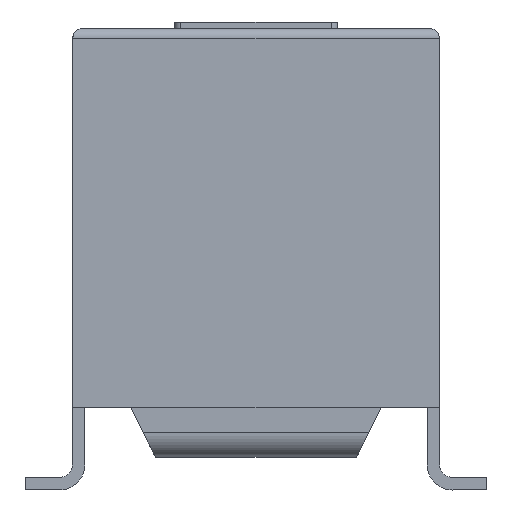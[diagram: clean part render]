
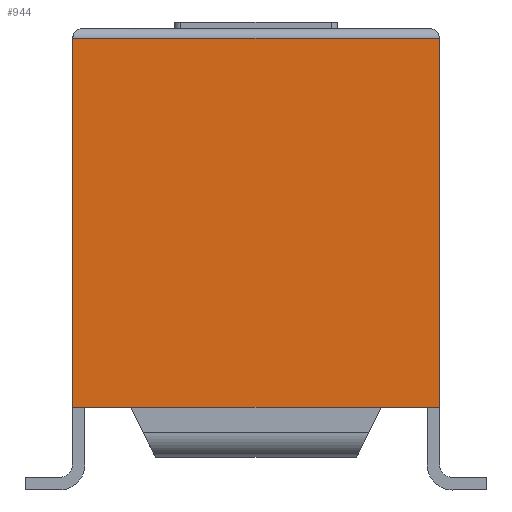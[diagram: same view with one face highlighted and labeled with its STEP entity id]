
A CAD part, front view. The second image highlights one B-rep face of the part: STEP entity #944.
In plain terms, the highlighted planar face has unit normal (0, -1, 0).
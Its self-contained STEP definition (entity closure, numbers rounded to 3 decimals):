
#12=DIRECTION('',(0.,0.,1.));
#188=CARTESIAN_POINT('',(-3.65,-7.4,1.65));
#197=VECTOR('',#198,1.);
#198=DIRECTION('',(-1.,0.,0.));
#279=VERTEX_POINT('',#188);
#280=ORIENTED_EDGE('',*,*,#281,.F.);
#281=EDGE_CURVE('',#282,#279,#284,.T.);
#282=VERTEX_POINT('',#283);
#283=CARTESIAN_POINT('',(3.65,-7.4,1.65));
#284=LINE('',#283,#197);
#291=DIRECTION('',(0.,-1.,0.));
#409=VECTOR('',#12,1.);
#433=VERTEX_POINT('',#434);
#434=CARTESIAN_POINT('',(3.65,-7.4,9.01));
#437=EDGE_CURVE('',#282,#433,#438,.T.);
#438=LINE('',#283,#409);
#944=ADVANCED_FACE('',(#945),#956,.T.);
#945=FACE_BOUND('',#946,.T.);
#946=EDGE_LOOP('',(#947,#948,#953,#280));
#947=ORIENTED_EDGE('',*,*,#437,.T.);
#948=ORIENTED_EDGE('',*,*,#949,.T.);
#949=EDGE_CURVE('',#433,#950,#952,.T.);
#950=VERTEX_POINT('',#951);
#951=CARTESIAN_POINT('',(-3.65,-7.4,9.01));
#952=LINE('',#434,#197);
#953=ORIENTED_EDGE('',*,*,#954,.F.);
#954=EDGE_CURVE('',#279,#950,#955,.T.);
#955=LINE('',#188,#409);
#956=PLANE('',#957);
#957=AXIS2_PLACEMENT_3D('',#283,#291,#198);
